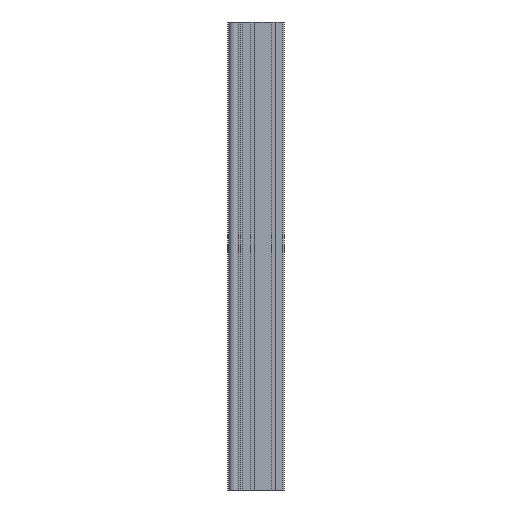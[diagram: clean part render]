
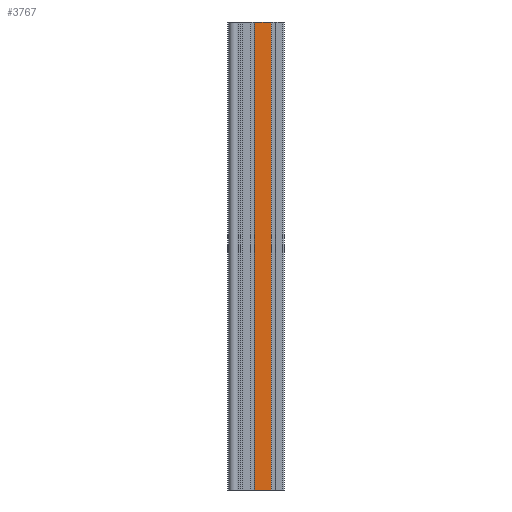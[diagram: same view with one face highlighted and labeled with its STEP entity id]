
A CAD part, left-side view. The second image highlights one B-rep face of the part: STEP entity #3767.
In plain terms, the highlighted planar face has unit normal (-1, 0, 0).
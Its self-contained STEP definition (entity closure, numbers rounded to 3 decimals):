
#87=PLANE('',#4196);
#213=FACE_OUTER_BOUND('',#414,.T.);
#414=EDGE_LOOP('',(#2970,#2971,#2972,#2973));
#867=LINE('',#5957,#1206);
#971=LINE('',#6352,#1310);
#972=LINE('',#6355,#1311);
#973=LINE('',#6356,#1312);
#1206=VECTOR('',#4717,10.);
#1310=VECTOR('',#5111,10.);
#1311=VECTOR('',#5114,10.);
#1312=VECTOR('',#5115,10.);
#1577=VERTEX_POINT('',#5954);
#1578=VERTEX_POINT('',#5956);
#1724=VERTEX_POINT('',#6350);
#1725=VERTEX_POINT('',#6354);
#2005=EDGE_CURVE('',#1577,#1578,#867,.T.);
#2203=EDGE_CURVE('',#1724,#1577,#971,.T.);
#2204=EDGE_CURVE('',#1725,#1724,#972,.T.);
#2205=EDGE_CURVE('',#1725,#1578,#973,.T.);
#2970=ORIENTED_EDGE('',*,*,#2203,.F.);
#2971=ORIENTED_EDGE('',*,*,#2204,.F.);
#2972=ORIENTED_EDGE('',*,*,#2205,.T.);
#2973=ORIENTED_EDGE('',*,*,#2005,.F.);
#3767=ADVANCED_FACE('',(#213),#87,.T.);
#4196=AXIS2_PLACEMENT_3D('',#6353,#5112,#5113);
#4717=DIRECTION('',(0.,1.,0.));
#5111=DIRECTION('',(0.,0.,-1.));
#5112=DIRECTION('center_axis',(-1.,0.,0.));
#5113=DIRECTION('ref_axis',(0.,-1.,0.));
#5114=DIRECTION('',(0.,-1.,0.));
#5115=DIRECTION('',(0.,0.,-1.));
#5954=CARTESIAN_POINT('',(-22.5,27.15,-500.));
#5956=CARTESIAN_POINT('',(-22.5,62.85,-500.));
#5957=CARTESIAN_POINT('',(-22.5,27.15,-500.));
#6350=CARTESIAN_POINT('',(-22.5,27.15,500.));
#6352=CARTESIAN_POINT('',(-22.5,27.15,0.));
#6353=CARTESIAN_POINT('Origin',(-22.5,62.85,0.));
#6354=CARTESIAN_POINT('',(-22.5,62.85,500.));
#6355=CARTESIAN_POINT('',(-22.5,27.15,500.));
#6356=CARTESIAN_POINT('',(-22.5,62.85,0.));
